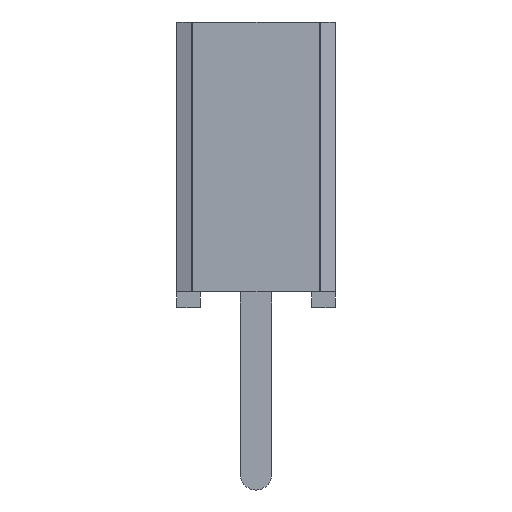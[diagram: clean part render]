
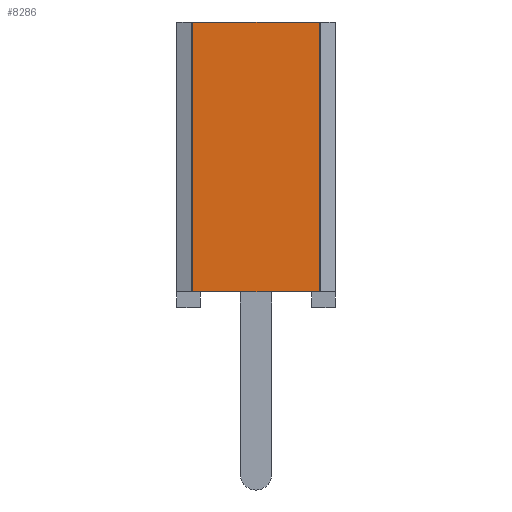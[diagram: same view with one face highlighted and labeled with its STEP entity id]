
A CAD part, left-side view. The second image highlights one B-rep face of the part: STEP entity #8286.
In plain terms, the highlighted planar face has unit normal (-1, 0, 0).
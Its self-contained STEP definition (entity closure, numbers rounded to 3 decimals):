
#8286 = ADVANCED_FACE('',(#8287),#8321,.F.);
#8287 = FACE_BOUND('',#8288,.T.);
#8288 = EDGE_LOOP('',(#8289,#8299,#8307,#8315));
#8289 = ORIENTED_EDGE('',*,*,#8290,.T.);
#8290 = EDGE_CURVE('',#8291,#8293,#8295,.T.);
#8291 = VERTEX_POINT('',#8292);
#8292 = CARTESIAN_POINT('',(-22.974,1.026,4.572));
#8293 = VERTEX_POINT('',#8294);
#8294 = CARTESIAN_POINT('',(-22.974,1.026,0.254));
#8295 = LINE('',#8296,#8297);
#8296 = CARTESIAN_POINT('',(-22.974,1.026,4.572));
#8297 = VECTOR('',#8298,1.);
#8298 = DIRECTION('',(0.,0.,-1.));
#8299 = ORIENTED_EDGE('',*,*,#8300,.T.);
#8300 = EDGE_CURVE('',#8293,#8301,#8303,.T.);
#8301 = VERTEX_POINT('',#8302);
#8302 = CARTESIAN_POINT('',(-22.974,-1.026,0.254));
#8303 = LINE('',#8304,#8305);
#8304 = CARTESIAN_POINT('',(-22.974,0.889,0.254));
#8305 = VECTOR('',#8306,1.);
#8306 = DIRECTION('',(0.,-1.,0.));
#8307 = ORIENTED_EDGE('',*,*,#8308,.T.);
#8308 = EDGE_CURVE('',#8301,#8309,#8311,.T.);
#8309 = VERTEX_POINT('',#8310);
#8310 = CARTESIAN_POINT('',(-22.974,-1.026,4.572));
#8311 = LINE('',#8312,#8313);
#8312 = CARTESIAN_POINT('',(-22.974,-1.026,4.572));
#8313 = VECTOR('',#8314,1.);
#8314 = DIRECTION('',(0.,0.,1.));
#8315 = ORIENTED_EDGE('',*,*,#8316,.F.);
#8316 = EDGE_CURVE('',#8291,#8309,#8317,.T.);
#8317 = LINE('',#8318,#8319);
#8318 = CARTESIAN_POINT('',(-22.974,1.27,4.572));
#8319 = VECTOR('',#8320,1.);
#8320 = DIRECTION('',(0.,-1.,0.));
#8321 = PLANE('',#8322);
#8322 = AXIS2_PLACEMENT_3D('',#8323,#8324,#8325);
#8323 = CARTESIAN_POINT('',(-22.974,1.27,4.572));
#8324 = DIRECTION('',(1.,0.,0.));
#8325 = DIRECTION('',(0.,1.,0.));
